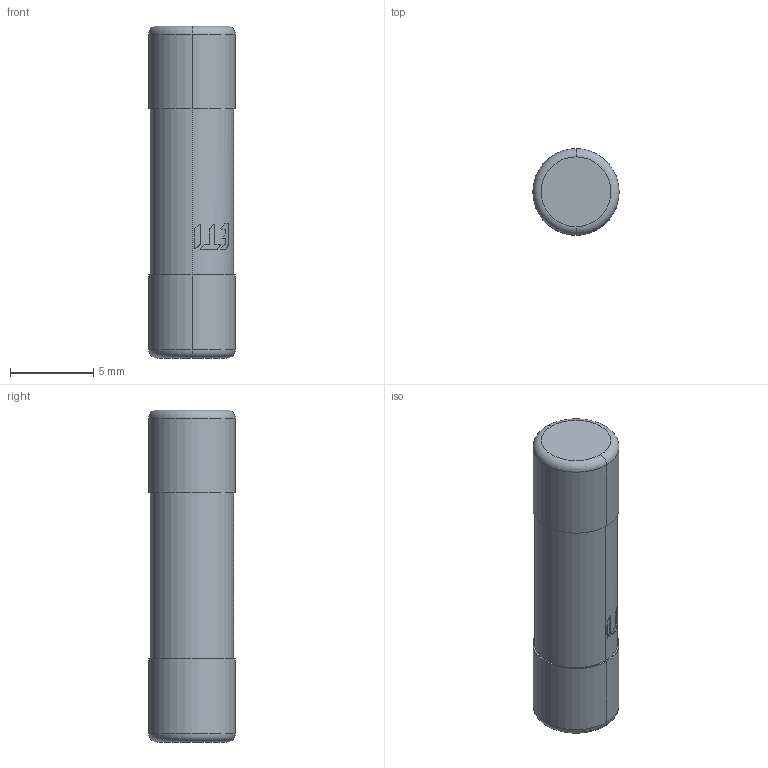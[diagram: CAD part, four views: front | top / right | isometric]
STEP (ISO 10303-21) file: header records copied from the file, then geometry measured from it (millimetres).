
FILE_DESCRIPTION((''),'2;1');
FILE_NAME('CH22X58_ASM','2022-01-07T13:51:45',('marketing.praksa'),('Audax d.o.o.'),'CREO PARAMETRIC BY PTC INC, 2021304','CREO PARAMETRIC BY PTC INC, 2021304','');
FILE_SCHEMA(('AP242_MANAGED_MODEL_BASED_3D_ENGINEERING_MIM_LF { 1 0 10303 442 1 1 4 }'));
Length unit declared in the file: millimetre
Products named in the file (4): PRT1534; PRT1535; PRT1536; CH22X58_ASM
Assembly tree (4 placements, depth 2):
  CH22X58_ASM
    PRT1534  x2
    PRT1535
    PRT1536
Bounding box: 5.2 x 5.2 x 20 mm (x, y, z)
Volume: 406.9 mm3; surface area: 447.8 mm2
Topology: 6 solids, 6 shells, 121 faces, 314 edges, 208 vertices
Faces by surface type: plane 60, cylinder 57, torus 4
Entity records: 5727 total; most frequent: CARTESIAN_POINT 854, ORIENTED_EDGE 608, DIRECTION 560, PRESENTATION_STYLE_ASSIGNMENT 424, STYLED_ITEM 424, CURVE_STYLE 304, EDGE_CURVE 304, VERTEX_POINT 202
